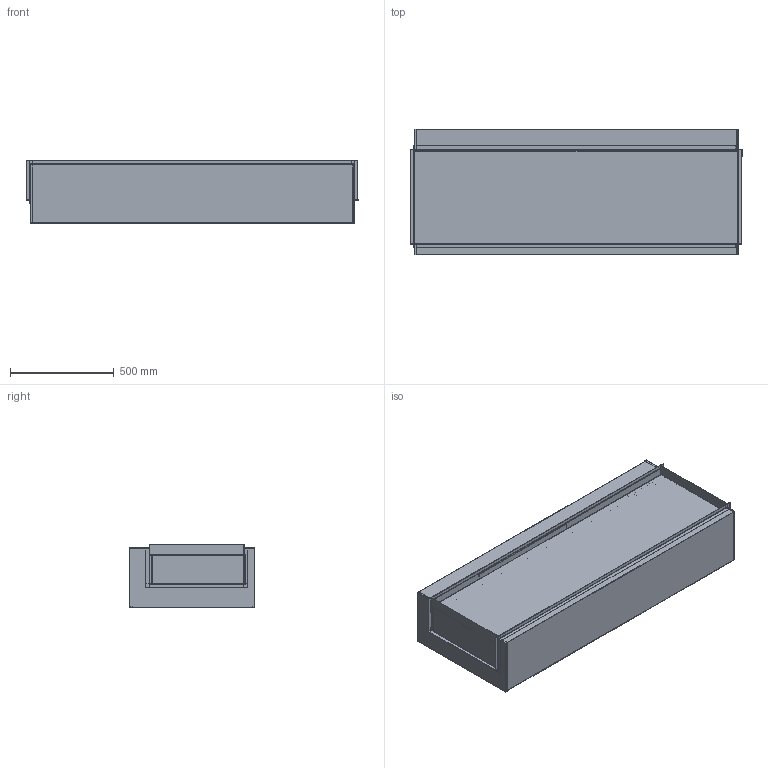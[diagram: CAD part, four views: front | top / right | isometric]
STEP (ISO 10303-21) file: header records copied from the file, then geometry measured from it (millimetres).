
FILE_DESCRIPTION (( 'STEP AP214' ), '1' );
FILE_NAME ('Ignite bold 60 (BXLF1500-EU)_defeature.STEP', '2024-07-18T12:41:28', ( '' ), ( '' ), 'SwSTEP 2.0', 'SolidWorks 2023', '' );
FILE_SCHEMA (( 'AUTOMOTIVE_DESIGN' ));
Length unit declared in the file: millimetre
Products named in the file (1): Ignite bold 60 (BXLF1500-EU)_defeature
Bounding box: 1603.51 x 606.8 x 306.89 mm (x, y, z)
Volume: 6747568.4 mm3; surface area: 7510243.2 mm2
Topology: 17 solids, 17 shells, 852 faces, 2100 edges, 1330 vertices
Faces by surface type: plane 666, cylinder 172, bspline 14
Entity records: 35436 total; most frequent: CARTESIAN_POINT 5933, ORIENTED_EDGE 4200, DIRECTION 3921, EDGE_CURVE 2100, VECTOR 1621, LINE 1621, VERTEX_POINT 1330, AXIS2_PLACEMENT_3D 1150
